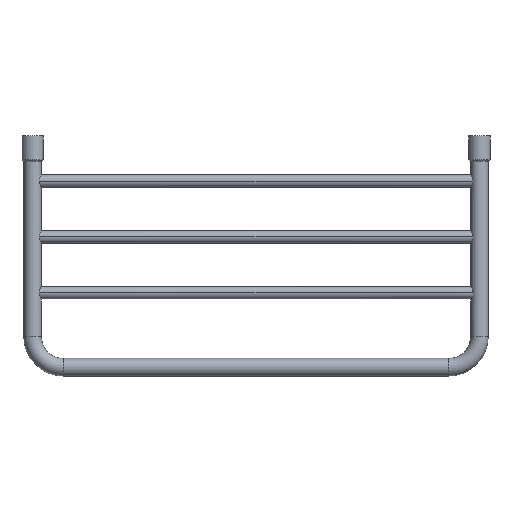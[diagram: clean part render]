
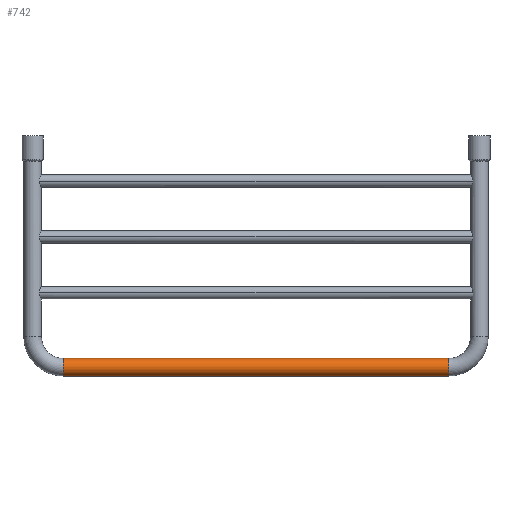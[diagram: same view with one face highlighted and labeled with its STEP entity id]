
A CAD part, top view. The second image highlights one B-rep face of the part: STEP entity #742.
In plain terms, the highlighted cylindrical face has radius 9.995 mm (diameter 19.99 mm), a partial arc.
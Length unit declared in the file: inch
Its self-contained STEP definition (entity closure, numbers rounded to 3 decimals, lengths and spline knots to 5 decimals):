
#66=DIRECTION('',(-1.,0.,0.));
#67=VECTOR('',#66,17.243);
#68=CARTESIAN_POINT('',(8.6215,-4.58513,-0.0005));
#69=LINE('',#68,#67);
#70=DIRECTION('',(1.,0.,0.));
#71=VECTOR('',#70,17.243);
#72=CARTESIAN_POINT('',(-8.6215,-5.37213,-0.0005));
#73=LINE('',#72,#71);
#530=CARTESIAN_POINT('',(8.6215,-4.97863,-0.0005));
#531=DIRECTION('',(1.,0.,0.));
#532=DIRECTION('',(0.,1.,0.));
#533=AXIS2_PLACEMENT_3D('',#530,#531,#532);
#545=CARTESIAN_POINT('',(-8.6215,-4.97863,-0.0005));
#546=DIRECTION('',(-1.,0.,0.));
#547=DIRECTION('',(0.,-1.,0.));
#548=AXIS2_PLACEMENT_3D('',#545,#546,#547);
#550=CARTESIAN_POINT('',(-8.6215,-5.37213,-0.0005));
#552=VERTEX_POINT('',#550);
#556=CARTESIAN_POINT('',(-8.6215,-4.58513,-0.0005));
#557=VERTEX_POINT('',#556);
#559=CARTESIAN_POINT('',(8.6215,-5.37213,-0.0005));
#561=VERTEX_POINT('',#559);
#562=CARTESIAN_POINT('',(8.6215,-4.58513,-0.0005));
#563=VERTEX_POINT('',#562);
#727=CARTESIAN_POINT('',(-8.6215,-4.97863,-0.0005));
#728=DIRECTION('',(1.,0.,0.));
#729=DIRECTION('',(0.,1.,0.));
#730=AXIS2_PLACEMENT_3D('',#727,#728,#729);
#731=CYLINDRICAL_SURFACE('',#730,0.3935);
#733=ORIENTED_EDGE('',*,*,#732,.F.);
#735=ORIENTED_EDGE('',*,*,#734,.T.);
#737=ORIENTED_EDGE('',*,*,#736,.F.);
#739=ORIENTED_EDGE('',*,*,#738,.T.);
#740=EDGE_LOOP('',(#733,#735,#737,#739));
#741=FACE_OUTER_BOUND('',#740,.F.);
#742=ADVANCED_FACE('',(#741),#731,.T.);
#534=CIRCLE('',#533,0.3935);
#549=CIRCLE('',#548,0.3935);
#732=EDGE_CURVE('',#563,#557,#69,.T.);
#734=EDGE_CURVE('',#563,#561,#534,.T.);
#736=EDGE_CURVE('',#552,#561,#73,.T.);
#738=EDGE_CURVE('',#552,#557,#549,.T.);
